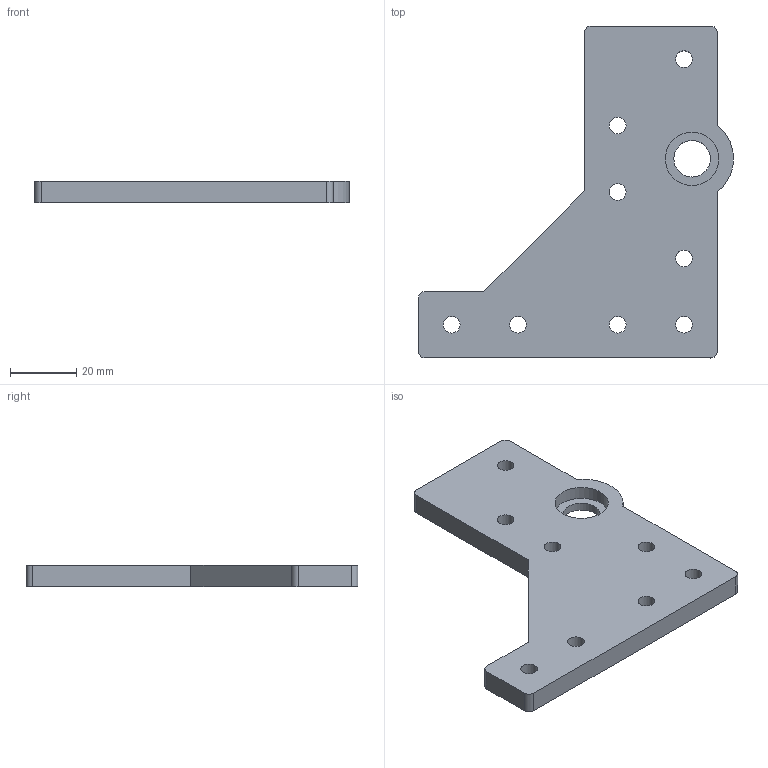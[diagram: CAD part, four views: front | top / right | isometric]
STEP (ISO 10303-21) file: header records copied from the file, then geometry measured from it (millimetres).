
FILE_DESCRIPTION(/* description */ (''),/* implementation_level */ '2;1');
FILE_NAME(/* name */ 'cb_epl v8.step',/* time_stamp */ '2016-07-02T20:07:56-04:00',/* author */ (''),/* organization */ (''),/* preprocessor_version */ 'ST-DEVELOPER v16.5',/* originating_system */ 'Autodesk Translation Framework v5.1.0.3141',/* authorisation */ '');
FILE_SCHEMA (('AUTOMOTIVE_DESIGN { 1 0 10303 214 3 1 1 }'));
Length unit declared in the file: centimetre
Products named in the file (1): cb_epl v8
Bounding box: 94.86 x 100 x 6.5 mm (x, y, z)
Volume: 33821.1 mm3; surface area: 13995.6 mm2
Topology: 1 solids, 1 shells, 27 faces, 72 edges, 48 vertices
Faces by surface type: cylinder 16, plane 11
Full cylindrical faces by diameter (mm): 5.02 x8, 11 x1, 16.1 x1
Entity records: 875 total; most frequent: DIRECTION 150, CARTESIAN_POINT 138, ORIENTED_EDGE 124, EDGE_CURVE 62, AXIS2_PLACEMENT_3D 60, EDGE_LOOP 56, VERTEX_POINT 48, CIRCLE 32
